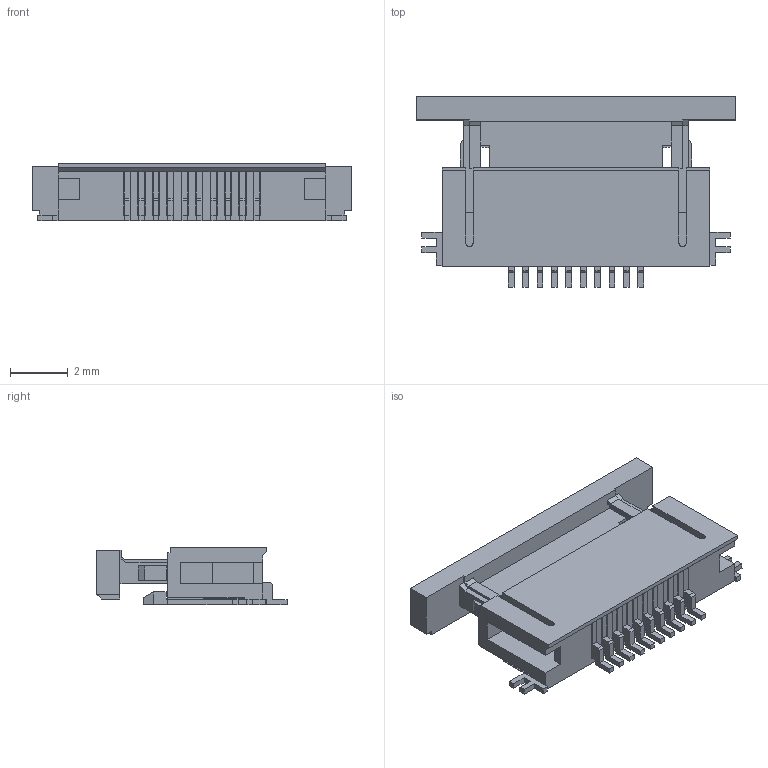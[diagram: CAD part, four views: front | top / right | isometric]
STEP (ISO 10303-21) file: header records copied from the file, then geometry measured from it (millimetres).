
FILE_DESCRIPTION(/* description */ (''),/* implementation_level */ '2;1');
FILE_NAME(/* name */ 'FPC.step',/* time_stamp */ '2022-01-01T09:39:40+01:00',/* author */ (''),/* organization */ (''),/* preprocessor_version */ 'ST-DEVELOPER v18.1',/* originating_system */ 'Autodesk Translation Framework v10.10.0.1391',/* authorisation */ '');
FILE_SCHEMA (('AUTOMOTIVE_DESIGN { 1 0 10303 214 3 1 1 }'));
Length unit declared in the file: millimetre
Products named in the file (2): FPC; Molex_527461071_-_Bottom_-_10Way
Assembly tree (1 placements, depth 2):
  FPC
    Molex_527461071_-_Bottom_-_10Way
Bounding box: 11.1 x 6.6 x 2 mm (x, y, z)
Volume: 58.1 mm3; surface area: 379.4 mm2
Topology: 1 solids, 1 shells, 481 faces, 1503 edges, 978 vertices
Faces by surface type: plane 447, cylinder 34
Entity records: 16626 total; most frequent: ORIENTED_EDGE 3006, CARTESIAN_POINT 2965, DIRECTION 2539, EDGE_CURVE 1503, LINE 1435, VECTOR 1435, VERTEX_POINT 978, AXIS2_PLACEMENT_3D 552
